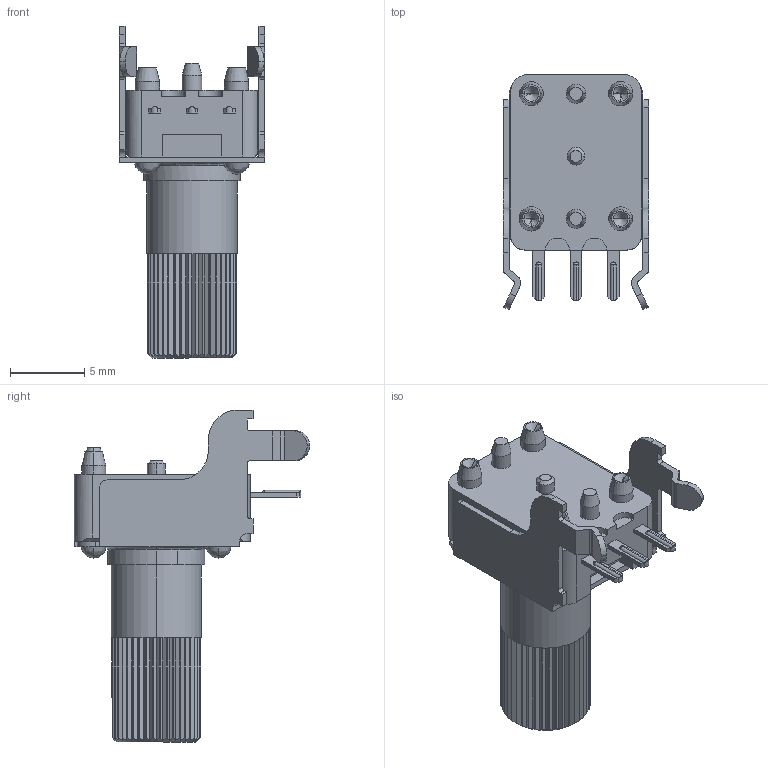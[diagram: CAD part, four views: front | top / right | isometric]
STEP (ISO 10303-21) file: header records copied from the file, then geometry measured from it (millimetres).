
FILE_DESCRIPTION (( 'STEP AP214' ), '1' );
FILE_NAME ('AlpsAlpine_RK09K1110.STEP', '2022-02-11T06:14:03', ( '' ), ( '' ), 'SwSTEP 2.0', 'SolidWorks 2020', '' );
FILE_SCHEMA (( 'AUTOMOTIVE_DESIGN' ));
Length unit declared in the file: millimetre
Products named in the file (1): AlpsAlpine_RK09K1110
Bounding box: 9.8 x 15.8 x 22.3 mm (x, y, z)
Volume: 926.3 mm3; surface area: 1078.4 mm2
Topology: 1 solids, 1 shells, 326 faces, 894 edges, 581 vertices
Faces by surface type: plane 184, cylinder 102, cone 27, bspline 13
Entity records: 12821 total; most frequent: CARTESIAN_POINT 2512, ORIENTED_EDGE 1768, DIRECTION 1642, EDGE_CURVE 884, VERTEX_POINT 581, AXIS2_PLACEMENT_3D 549, VECTOR 544, LINE 544
